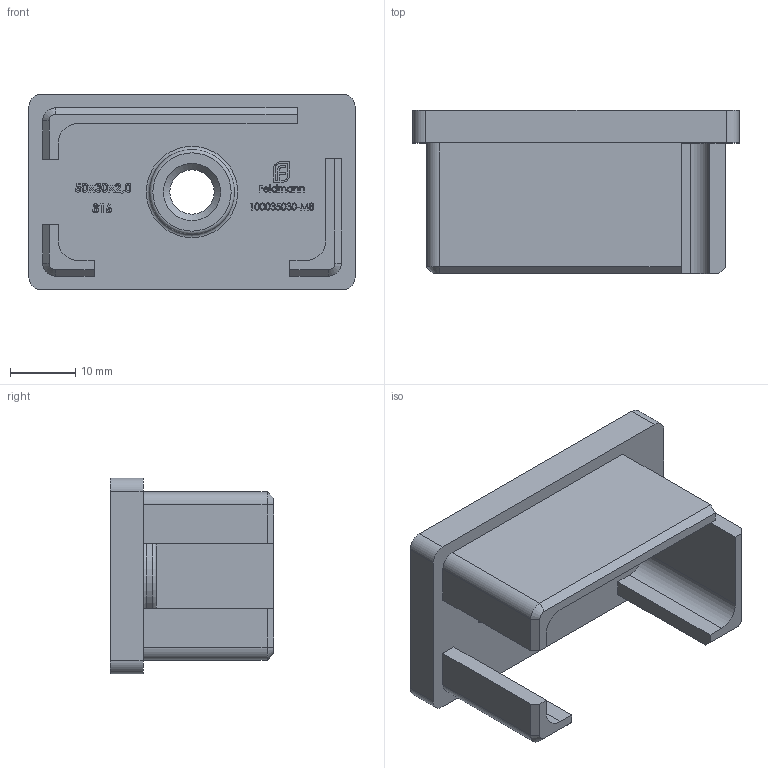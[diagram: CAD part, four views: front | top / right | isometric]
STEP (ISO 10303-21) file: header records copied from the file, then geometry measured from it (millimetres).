
FILE_DESCRIPTION (( 'STEP AP203' ), '1' );
FILE_NAME ('100035030-M8.step', '2021-11-11T09:00:55', ( '' ), ( '' ), 'SwSTEP 2.0', 'SolidWorks 2018', '' );
FILE_SCHEMA (( 'CONFIG_CONTROL_DESIGN' ));
Length unit declared in the file: millimetre
Products named in the file (2): 100035030-M8
Bounding box: 50 x 25 x 30 mm (x, y, z)
Volume: 11398.6 mm3; surface area: 7273.9 mm2
Topology: 1 solids, 1 shells, 512 faces, 1369 edges, 910 vertices
Faces by surface type: plane 249, bspline 244, cylinder 12, cone 5, torus 2
Full cylindrical faces by diameter (mm): 6.8 x1, 13 x1
Entity records: 29263 total; most frequent: CARTESIAN_POINT 18003, ORIENTED_EDGE 2722, DIRECTION 1444, EDGE_CURVE 1361, VERTEX_POINT 908, LINE 842, VECTOR 842, EDGE_LOOP 571
